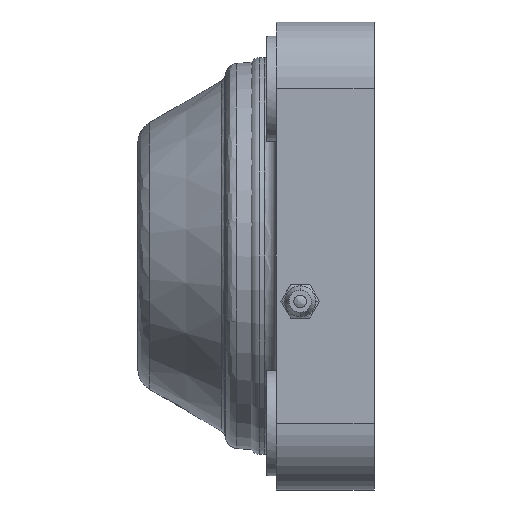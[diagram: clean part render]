
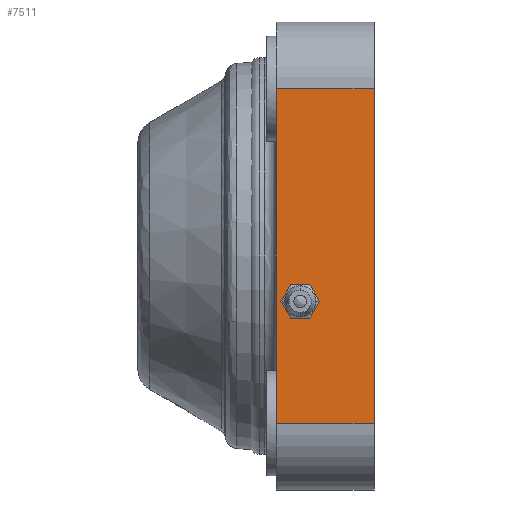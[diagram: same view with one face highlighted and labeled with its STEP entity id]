
A CAD part, left-side view. The second image highlights one B-rep face of the part: STEP entity #7511.
In plain terms, the highlighted planar face has unit normal (-1, 0, 0).
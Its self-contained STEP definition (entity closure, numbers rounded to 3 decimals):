
#25 = VERTEX_POINT ( 'NONE', #3217 ) ;
#72 = LINE ( 'NONE', #6082, #2691 ) ;
#214 = EDGE_CURVE ( 'NONE', #25, #7068, #2054, .T. ) ;
#315 = AXIS2_PLACEMENT_3D ( 'NONE', #1172, #6001, #7391 ) ;
#318 = LINE ( 'NONE', #7665, #4670 ) ;
#801 = EDGE_CURVE ( 'NONE', #7068, #8228, #5747, .T. ) ;
#1050 = FACE_OUTER_BOUND ( 'NONE', #1435, .T. ) ;
#1172 = CARTESIAN_POINT ( 'NONE',  ( -49., -20.5, -35. ) ) ;
#1435 = EDGE_LOOP ( 'NONE', ( #4795, #5150, #4305, #5962 ) ) ;
#2054 = LINE ( 'NONE', #2791, #4664 ) ;
#2206 = EDGE_CURVE ( 'NONE', #8386, #8228, #318, .T. ) ;
#2585 = DIRECTION ( 'NONE',  ( 0., 1., 0. ) ) ;
#2691 = VECTOR ( 'NONE', #3926, 1000. ) ;
#2737 = DIRECTION ( 'NONE',  ( 0., 0., 1. ) ) ;
#2791 = CARTESIAN_POINT ( 'NONE',  ( -49., -20.5, -35. ) ) ;
#3217 = CARTESIAN_POINT ( 'NONE',  ( -49., -20.5, -35. ) ) ;
#3926 = DIRECTION ( 'NONE',  ( 0., 1., 0. ) ) ;
#4085 = CARTESIAN_POINT ( 'NONE',  ( -49., -20.5, 35. ) ) ;
#4305 = ORIENTED_EDGE ( 'NONE', *, *, #214, .T. ) ;
#4494 = CARTESIAN_POINT ( 'NONE',  ( -49., -20.5, 35. ) ) ;
#4664 = VECTOR ( 'NONE', #7564, 1000. ) ;
#4670 = VECTOR ( 'NONE', #2737, 1000. ) ;
#4795 = ORIENTED_EDGE ( 'NONE', *, *, #2206, .F. ) ;
#5150 = ORIENTED_EDGE ( 'NONE', *, *, #7101, .F. ) ;
#5442 = CARTESIAN_POINT ( 'NONE',  ( -49., 0., 35. ) ) ;
#5534 = VECTOR ( 'NONE', #2585, 1000. ) ;
#5747 = LINE ( 'NONE', #4085, #5534 ) ;
#5962 = ORIENTED_EDGE ( 'NONE', *, *, #801, .T. ) ;
#6001 = DIRECTION ( 'NONE',  ( -1., 0., 0. ) ) ;
#6082 = CARTESIAN_POINT ( 'NONE',  ( -49., -20.5, -35. ) ) ;
#6383 = CARTESIAN_POINT ( 'NONE',  ( -49., 0., -35. ) ) ;
#7068 = VERTEX_POINT ( 'NONE', #4494 ) ;
#7101 = EDGE_CURVE ( 'NONE', #25, #8386, #72, .T. ) ;
#7391 = DIRECTION ( 'NONE',  ( 0., 0., 1. ) ) ;
#7511 = ADVANCED_FACE ( 'NONE', ( #1050 ), #8121, .T. ) ;
#7564 = DIRECTION ( 'NONE',  ( 0., 0., 1. ) ) ;
#7665 = CARTESIAN_POINT ( 'NONE',  ( -49., 0., -35. ) ) ;
#8121 = PLANE ( 'NONE',  #315 ) ;
#8228 = VERTEX_POINT ( 'NONE', #5442 ) ;
#8386 = VERTEX_POINT ( 'NONE', #6383 ) ;
